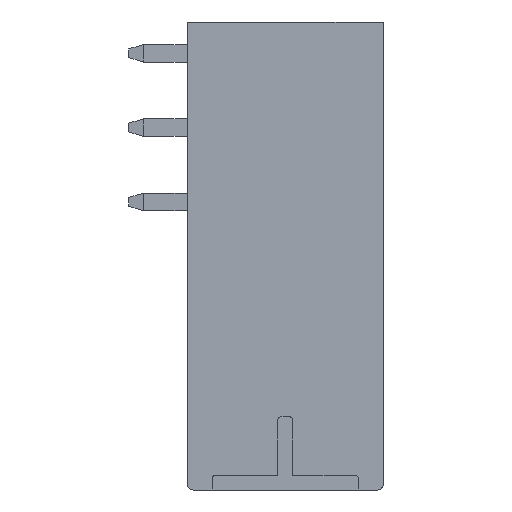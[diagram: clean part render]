
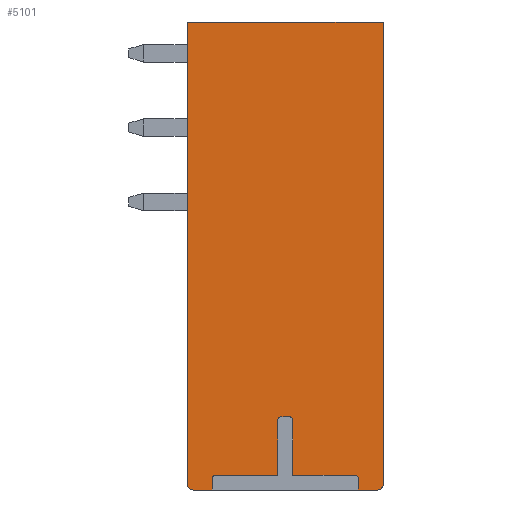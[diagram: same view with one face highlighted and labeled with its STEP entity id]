
A CAD part, front view. The second image highlights one B-rep face of the part: STEP entity #5101.
In plain terms, the highlighted planar face has unit normal (0, -1, 0).
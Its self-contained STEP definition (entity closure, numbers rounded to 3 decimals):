
#546=DIRECTION('',(0.,0.,1.));
#547=VECTOR('',#546,0.8);
#548=CARTESIAN_POINT('',(-5.,-62.8,-16.));
#549=LINE('',#548,#547);
#550=DIRECTION('',(-1.,0.,0.));
#551=VECTOR('',#550,1.3);
#552=CARTESIAN_POINT('',(-5.,-62.8,-16.));
#553=LINE('',#552,#551);
#554=CARTESIAN_POINT('',(-6.3,-62.8,-15.6));
#555=DIRECTION('',(0.,1.,0.));
#556=DIRECTION('',(0.,0.,-1.));
#557=AXIS2_PLACEMENT_3D('',#554,#555,#556);
#559=DIRECTION('',(0.,0.,1.));
#560=VECTOR('',#559,31.6);
#561=CARTESIAN_POINT('',(-6.7,-62.8,-15.6));
#562=LINE('',#561,#560);
#563=DIRECTION('',(1.,0.,0.));
#564=VECTOR('',#563,13.4);
#565=CARTESIAN_POINT('',(-6.7,-62.8,16.));
#566=LINE('',#565,#564);
#567=DIRECTION('',(0.,0.,-1.));
#568=VECTOR('',#567,31.6);
#569=CARTESIAN_POINT('',(6.7,-62.8,16.));
#570=LINE('',#569,#568);
#571=CARTESIAN_POINT('',(6.3,-62.8,-15.6));
#572=DIRECTION('',(0.,1.,0.));
#573=DIRECTION('',(1.,0.,0.));
#574=AXIS2_PLACEMENT_3D('',#571,#572,#573);
#576=DIRECTION('',(-1.,0.,0.));
#577=VECTOR('',#576,1.3);
#578=CARTESIAN_POINT('',(6.3,-62.8,-16.));
#579=LINE('',#578,#577);
#580=DIRECTION('',(0.,0.,1.));
#581=VECTOR('',#580,0.8);
#582=CARTESIAN_POINT('',(5.,-62.8,-16.));
#583=LINE('',#582,#581);
#584=CARTESIAN_POINT('',(4.8,-62.8,-15.2));
#585=DIRECTION('',(0.,1.,0.));
#586=DIRECTION('',(0.,0.,1.));
#587=AXIS2_PLACEMENT_3D('',#584,#585,#586);
#589=DIRECTION('',(1.,0.,0.));
#590=VECTOR('',#589,4.3);
#591=CARTESIAN_POINT('',(0.5,-62.8,-15.));
#592=LINE('',#591,#590);
#593=DIRECTION('',(0.,0.,-1.));
#594=VECTOR('',#593,3.8);
#595=CARTESIAN_POINT('',(0.5,-62.8,-11.2));
#596=LINE('',#595,#594);
#597=CARTESIAN_POINT('',(0.3,-62.8,-11.2));
#598=DIRECTION('',(0.,1.,0.));
#599=DIRECTION('',(0.,0.,1.));
#600=AXIS2_PLACEMENT_3D('',#597,#598,#599);
#602=DIRECTION('',(1.,0.,0.));
#603=VECTOR('',#602,0.6);
#604=CARTESIAN_POINT('',(-0.3,-62.8,-11.));
#605=LINE('',#604,#603);
#606=CARTESIAN_POINT('',(-0.3,-62.8,-11.2));
#607=DIRECTION('',(0.,1.,0.));
#608=DIRECTION('',(-1.,0.,0.));
#609=AXIS2_PLACEMENT_3D('',#606,#607,#608);
#611=DIRECTION('',(0.,0.,1.));
#612=VECTOR('',#611,3.8);
#613=CARTESIAN_POINT('',(-0.5,-62.8,-15.));
#614=LINE('',#613,#612);
#615=DIRECTION('',(1.,0.,0.));
#616=VECTOR('',#615,4.3);
#617=CARTESIAN_POINT('',(-4.8,-62.8,-15.));
#618=LINE('',#617,#616);
#619=CARTESIAN_POINT('',(-4.8,-62.8,-15.2));
#620=DIRECTION('',(0.,1.,0.));
#621=DIRECTION('',(-1.,0.,0.));
#622=AXIS2_PLACEMENT_3D('',#619,#620,#621);
#3718=CARTESIAN_POINT('',(-6.7,-62.8,16.));
#3719=CARTESIAN_POINT('',(6.7,-62.8,16.));
#3720=VERTEX_POINT('',#3718);
#3721=VERTEX_POINT('',#3719);
#3722=CARTESIAN_POINT('',(6.7,-62.8,-15.6));
#3723=VERTEX_POINT('',#3722);
#3724=CARTESIAN_POINT('',(6.3,-62.8,-16.));
#3725=VERTEX_POINT('',#3724);
#3726=CARTESIAN_POINT('',(-6.3,-62.8,-16.));
#3727=CARTESIAN_POINT('',(-6.7,-62.8,-15.6));
#3728=VERTEX_POINT('',#3726);
#3729=VERTEX_POINT('',#3727);
#3802=CARTESIAN_POINT('',(-5.,-62.8,-16.));
#3803=VERTEX_POINT('',#3802);
#3804=CARTESIAN_POINT('',(-5.,-62.8,-15.2));
#3805=VERTEX_POINT('',#3804);
#3806=CARTESIAN_POINT('',(-4.8,-62.8,-15.));
#3807=VERTEX_POINT('',#3806);
#3808=CARTESIAN_POINT('',(-0.5,-62.8,-15.));
#3809=VERTEX_POINT('',#3808);
#3810=CARTESIAN_POINT('',(-0.5,-62.8,-11.2));
#3811=VERTEX_POINT('',#3810);
#3812=CARTESIAN_POINT('',(-0.3,-62.8,-11.));
#3813=VERTEX_POINT('',#3812);
#3814=CARTESIAN_POINT('',(0.3,-62.8,-11.));
#3815=VERTEX_POINT('',#3814);
#3816=CARTESIAN_POINT('',(0.5,-62.8,-11.2));
#3817=VERTEX_POINT('',#3816);
#3818=CARTESIAN_POINT('',(0.5,-62.8,-15.));
#3819=VERTEX_POINT('',#3818);
#3820=CARTESIAN_POINT('',(4.8,-62.8,-15.));
#3821=VERTEX_POINT('',#3820);
#3822=CARTESIAN_POINT('',(5.,-62.8,-15.2));
#3823=VERTEX_POINT('',#3822);
#3824=CARTESIAN_POINT('',(5.,-62.8,-16.));
#3825=VERTEX_POINT('',#3824);
#5060=CARTESIAN_POINT('',(0.,-62.8,0.));
#5061=DIRECTION('',(0.,1.,0.));
#5062=DIRECTION('',(1.,0.,0.));
#5063=AXIS2_PLACEMENT_3D('',#5060,#5061,#5062);
#5064=PLANE('',#5063);
#5066=ORIENTED_EDGE('',*,*,#5065,.F.);
#5067=ORIENTED_EDGE('',*,*,#4832,.T.);
#5069=ORIENTED_EDGE('',*,*,#5068,.T.);
#5071=ORIENTED_EDGE('',*,*,#5070,.T.);
#5073=ORIENTED_EDGE('',*,*,#5072,.T.);
#5075=ORIENTED_EDGE('',*,*,#5074,.T.);
#5077=ORIENTED_EDGE('',*,*,#5076,.T.);
#5078=ORIENTED_EDGE('',*,*,#4840,.T.);
#5080=ORIENTED_EDGE('',*,*,#5079,.T.);
#5082=ORIENTED_EDGE('',*,*,#5081,.F.);
#5084=ORIENTED_EDGE('',*,*,#5083,.F.);
#5086=ORIENTED_EDGE('',*,*,#5085,.F.);
#5088=ORIENTED_EDGE('',*,*,#5087,.F.);
#5090=ORIENTED_EDGE('',*,*,#5089,.F.);
#5092=ORIENTED_EDGE('',*,*,#5091,.F.);
#5094=ORIENTED_EDGE('',*,*,#5093,.F.);
#5096=ORIENTED_EDGE('',*,*,#5095,.F.);
#5098=ORIENTED_EDGE('',*,*,#5097,.F.);
#5099=EDGE_LOOP('',(#5066,#5067,#5069,#5071,#5073,#5075,#5077,#5078,#5080,#5082,
#5084,#5086,#5088,#5090,#5092,#5094,#5096,#5098));
#5100=FACE_OUTER_BOUND('',#5099,.F.);
#558=CIRCLE('',#557,0.4);
#575=CIRCLE('',#574,0.4);
#588=CIRCLE('',#587,0.2);
#601=CIRCLE('',#600,0.2);
#610=CIRCLE('',#609,0.2);
#623=CIRCLE('',#622,0.2);
#4832=EDGE_CURVE('',#3803,#3728,#553,.T.);
#4840=EDGE_CURVE('',#3725,#3825,#579,.T.);
#5065=EDGE_CURVE('',#3803,#3805,#549,.T.);
#5068=EDGE_CURVE('',#3728,#3729,#558,.T.);
#5070=EDGE_CURVE('',#3729,#3720,#562,.T.);
#5072=EDGE_CURVE('',#3720,#3721,#566,.T.);
#5074=EDGE_CURVE('',#3721,#3723,#570,.T.);
#5076=EDGE_CURVE('',#3723,#3725,#575,.T.);
#5079=EDGE_CURVE('',#3825,#3823,#583,.T.);
#5081=EDGE_CURVE('',#3821,#3823,#588,.T.);
#5083=EDGE_CURVE('',#3819,#3821,#592,.T.);
#5085=EDGE_CURVE('',#3817,#3819,#596,.T.);
#5087=EDGE_CURVE('',#3815,#3817,#601,.T.);
#5089=EDGE_CURVE('',#3813,#3815,#605,.T.);
#5091=EDGE_CURVE('',#3811,#3813,#610,.T.);
#5093=EDGE_CURVE('',#3809,#3811,#614,.T.);
#5095=EDGE_CURVE('',#3807,#3809,#618,.T.);
#5097=EDGE_CURVE('',#3805,#3807,#623,.T.);
#5101=ADVANCED_FACE('',(#5100),#5064,.F.);
